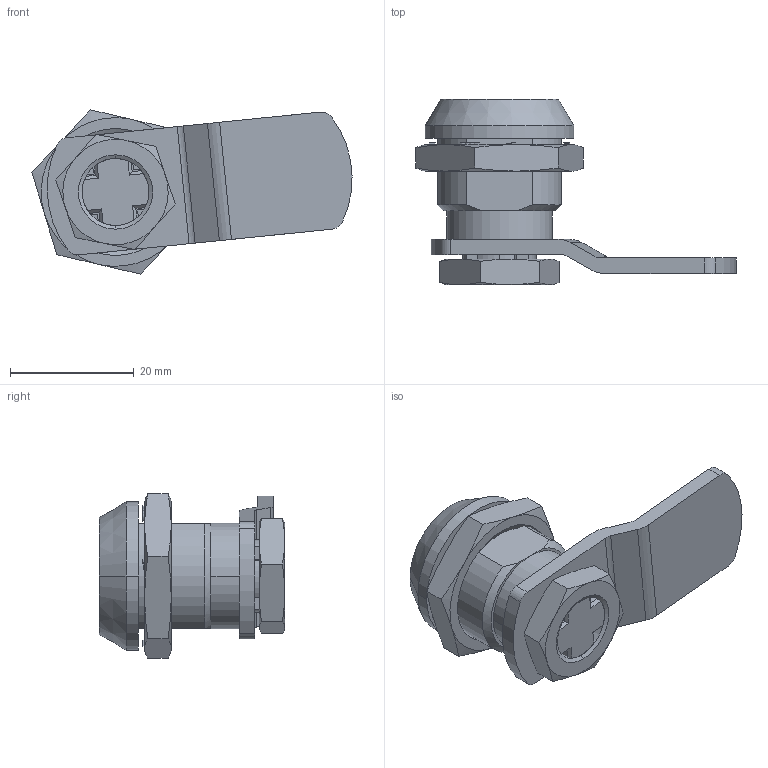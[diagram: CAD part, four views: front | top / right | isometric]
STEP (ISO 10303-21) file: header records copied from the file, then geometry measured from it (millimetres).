
FILE_DESCRIPTION (( 'STEP AP203' ), '1' );
FILE_NAME ('050.1.1.39.11.STEP', '2020-05-07T08:22:06', ( '' ), ( '' ), 'SwSTEP 2.0', 'SolidWorks 2019', '' );
FILE_SCHEMA (( 'CONFIG_CONTROL_DESIGN' ));
Length unit declared in the file: inch
Products named in the file (6): 3; 4_1; 20403082 e繜e; 050.1.1.39.11; 2; 1
Assembly tree (5 placements, depth 2):
  050.1.1.39.11
    1
    2
    3
    4_1
    20403082 e繜e
Bounding box: 51.68 x 29.9 x 26.52 mm (x, y, z)
Volume: 9767.8 mm3; surface area: 8436 mm2
Topology: 5 solids, 5 shells, 217 faces, 531 edges, 337 vertices
Faces by surface type: plane 119, cylinder 46, cone 44, bspline 8
Entity records: 7512 total; most frequent: CARTESIAN_POINT 1806, ORIENTED_EDGE 1062, DIRECTION 1034, EDGE_CURVE 531, AXIS2_PLACEMENT_3D 369, VERTEX_POINT 337, VECTOR 296, LINE 296
